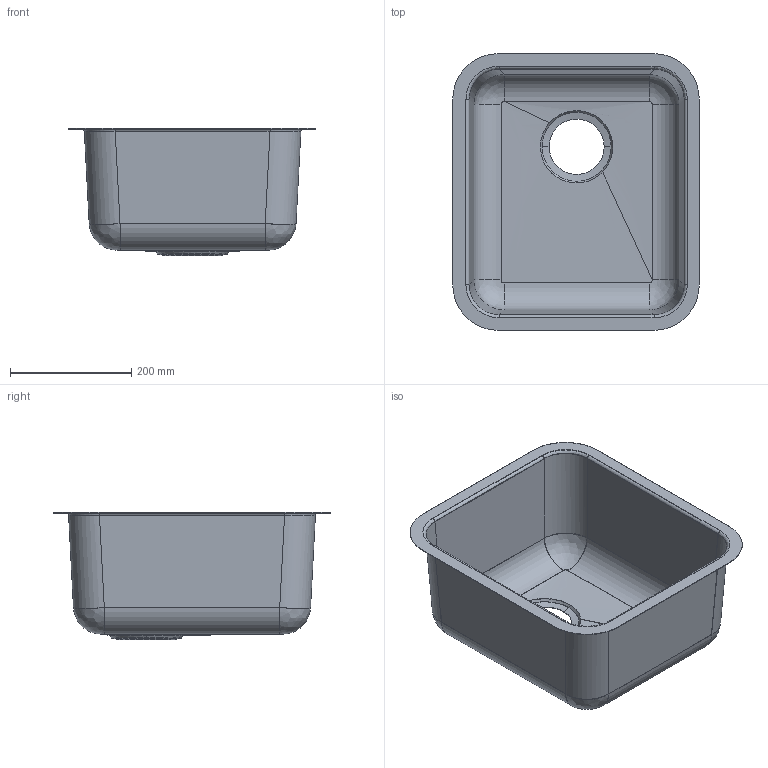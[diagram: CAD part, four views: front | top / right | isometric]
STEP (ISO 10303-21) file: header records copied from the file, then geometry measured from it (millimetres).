
FILE_DESCRIPTION (( 'STEP AP203' ), '1' );
FILE_NAME ('RFA100.STEP', '2025-07-18T04:19:10', ( '' ), ( '' ), 'SwSTEP 2.0', 'SolidWorks 2022', '' );
FILE_SCHEMA (( 'CONFIG_CONTROL_DESIGN' ));
Length unit declared in the file: millimetre
Products named in the file (1): RFA100
Bounding box: 407 x 457 x 210 mm (x, y, z)
Volume: 386935 mm3; surface area: 830292.7 mm2
Topology: 1 solids, 1 shells, 73 faces, 178 edges, 108 vertices
Faces by surface type: cylinder 30, bspline 20, plane 15, cone 8
Entity records: 8528 total; most frequent: CARTESIAN_POINT 6892, ORIENTED_EDGE 356, DIRECTION 296, EDGE_CURVE 178, AXIS2_PLACEMENT_3D 115, VERTEX_POINT 108, EDGE_LOOP 76, FACE_OUTER_BOUND 73
